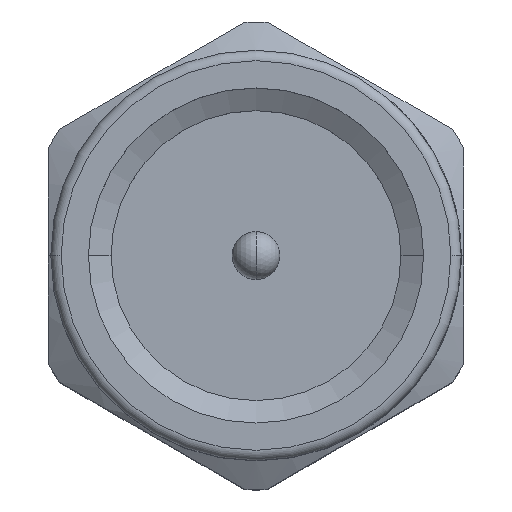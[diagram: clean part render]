
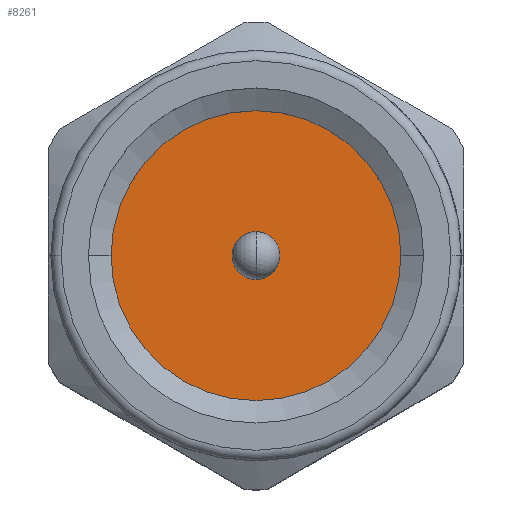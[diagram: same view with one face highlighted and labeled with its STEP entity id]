
A CAD part, top view. The second image highlights one B-rep face of the part: STEP entity #8261.
In plain terms, the highlighted planar face has unit normal (0, 0, 1).
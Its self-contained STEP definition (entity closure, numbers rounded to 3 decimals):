
#150 = EDGE_CURVE ( 'NONE', #13222, #19315, #16164, .T. ) ;
#1262 = ORIENTED_EDGE ( 'NONE', *, *, #11037, .F. ) ;
#1742 = ORIENTED_EDGE ( 'NONE', *, *, #150, .T. ) ;
#2260 = EDGE_LOOP ( 'NONE', ( #12203, #1742 ) ) ;
#2577 = DIRECTION ( 'NONE',  ( 0., 0., 1. ) ) ;
#2775 = CARTESIAN_POINT ( 'NONE',  ( 0., 0., 1.028 ) ) ;
#3481 = CARTESIAN_POINT ( 'NONE',  ( 0., 0., 1.028 ) ) ;
#4061 = CIRCLE ( 'NONE', #8981, 0.46 ) ;
#4380 = DIRECTION ( 'NONE',  ( 0., 1., 0. ) ) ;
#4744 = EDGE_LOOP ( 'NONE', ( #16488, #1262 ) ) ;
#5090 = PLANE ( 'NONE',  #13883 ) ;
#5872 = EDGE_CURVE ( 'NONE', #20152, #14857, #20485, .T. ) ;
#6086 = FACE_BOUND ( 'NONE', #4744, .T. ) ;
#6663 = DIRECTION ( 'NONE',  ( 0., 0., -1. ) ) ;
#8261 = ADVANCED_FACE ( 'NONE', ( #6086, #18330 ), #5090, .F. ) ;
#8298 = AXIS2_PLACEMENT_3D ( 'NONE', #12155, #2577, #13749 ) ;
#8981 = AXIS2_PLACEMENT_3D ( 'NONE', #2775, #13942, #4380 ) ;
#9282 = CARTESIAN_POINT ( 'NONE',  ( 0.46, 0., 1.028 ) ) ;
#9457 = DIRECTION ( 'NONE',  ( 0., 0., 1. ) ) ;
#9912 = CARTESIAN_POINT ( 'NONE',  ( 0., 0., 1.028 ) ) ;
#10600 = EDGE_CURVE ( 'NONE', #19315, #13222, #13120, .T. ) ;
#10730 = CARTESIAN_POINT ( 'NONE',  ( -0.46, 0., 1.028 ) ) ;
#11037 = EDGE_CURVE ( 'NONE', #14857, #20152, #4061, .T. ) ;
#11069 = CARTESIAN_POINT ( 'NONE',  ( 2.79, 0., 1.028 ) ) ;
#12155 = CARTESIAN_POINT ( 'NONE',  ( 0., 0., 1.028 ) ) ;
#12203 = ORIENTED_EDGE ( 'NONE', *, *, #10600, .T. ) ;
#13120 = CIRCLE ( 'NONE', #8298, 2.79 ) ;
#13222 = VERTEX_POINT ( 'NONE', #17875 ) ;
#13749 = DIRECTION ( 'NONE',  ( 0., 1., 0. ) ) ;
#13883 = AXIS2_PLACEMENT_3D ( 'NONE', #3481, #6663, #17879 ) ;
#13885 = DIRECTION ( 'NONE',  ( 0., 1., 0. ) ) ;
#13942 = DIRECTION ( 'NONE',  ( 0., 0., 1. ) ) ;
#14857 = VERTEX_POINT ( 'NONE', #10730 ) ;
#16164 = CIRCLE ( 'NONE', #20554, 2.79 ) ;
#16488 = ORIENTED_EDGE ( 'NONE', *, *, #5872, .F. ) ;
#17119 = AXIS2_PLACEMENT_3D ( 'NONE', #19017, #9457, #20606 ) ;
#17875 = CARTESIAN_POINT ( 'NONE',  ( -2.79, 0., 1.028 ) ) ;
#17879 = DIRECTION ( 'NONE',  ( 0., 1., 0. ) ) ;
#18280 = DIRECTION ( 'NONE',  ( 0., 0., 1. ) ) ;
#18330 = FACE_OUTER_BOUND ( 'NONE', #2260, .T. ) ;
#19017 = CARTESIAN_POINT ( 'NONE',  ( 0., 0., 1.028 ) ) ;
#19315 = VERTEX_POINT ( 'NONE', #11069 ) ;
#20152 = VERTEX_POINT ( 'NONE', #9282 ) ;
#20485 = CIRCLE ( 'NONE', #17119, 0.46 ) ;
#20554 = AXIS2_PLACEMENT_3D ( 'NONE', #9912, #18280, #13885 ) ;
#20606 = DIRECTION ( 'NONE',  ( 0., 1., 0. ) ) ;
